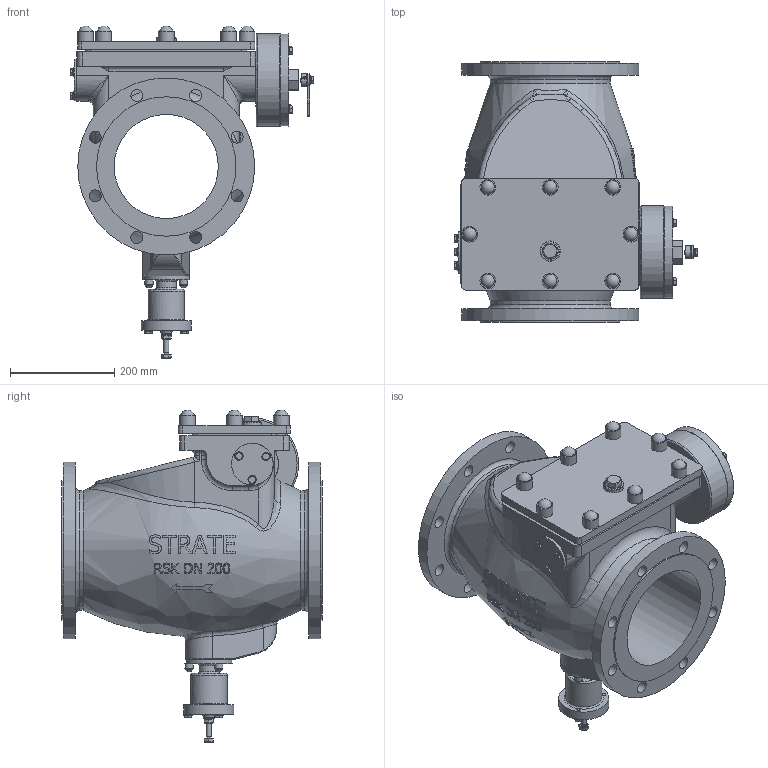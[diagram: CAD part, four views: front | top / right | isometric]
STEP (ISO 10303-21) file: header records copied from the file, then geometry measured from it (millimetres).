
FILE_DESCRIPTION(/* description */ (''),/* implementation_level */ '2;1');
FILE_NAME(/* name */ 'RSK DN 200 FTUD.stp',/* time_stamp */ '2019-07-04T13:15:59+02:00',/* author */ ('aunrein'),/* organization */ (''),/* preprocessor_version */ 'ST-DEVELOPER v16.13',/* originating_system */ 'Autodesk Inventor 2018',/* authorisation */ '');
FILE_SCHEMA (('AUTOMOTIVE_DESIGN { 1 0 10303 214 3 1 1 }'));
Length unit declared in the file: millimetre
Products named in the file (1): RSK DN 200 FTUD
Bounding box: 466.8 x 500 x 637.81 mm (x, y, z)
Volume: 29327139.2 mm3; surface area: 1443303.2 mm2
Topology: 2 solids, 2 shells, 957 faces, 2371 edges, 1522 vertices
Faces by surface type: plane 448, bspline 247, cylinder 139, cone 84, torus 26, sphere 13
Full cylindrical faces by diameter (mm): 4.917 x1, 8 x5, 9.188 x1, 10 x1, 11.4 x11, 15 x1, 15.4 x1, 16 x15, 20 x1, 23 x16, 25 x1, 30 x8, 31.177 x1, 38 x1, 39 x1, 70 x1, 80 x1, 90 x1, 96 x1, 100 x1, 130 x1, 139.6 x1, 140.5 x1, 178 x2, 200 x1, 230 x2, 268 x2, 340 x2
Entity records: 34391 total; most frequent: CARTESIAN_POINT 12650, ORIENTED_EDGE 4426, DIRECTION 3895, EDGE_CURVE 2213, AXIS2_PLACEMENT_3D 1572, VERTEX_POINT 1480, EDGE_LOOP 1221, STYLED_ITEM 958
